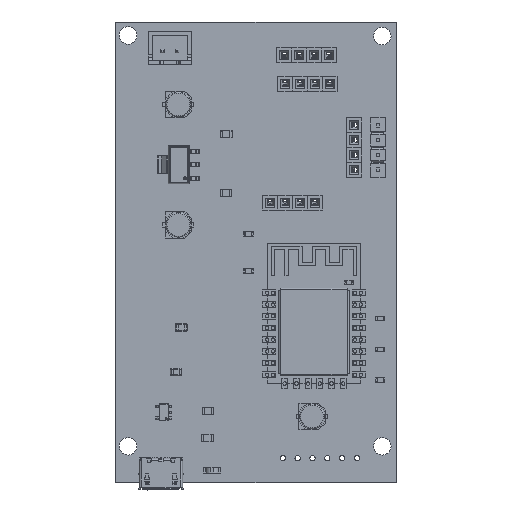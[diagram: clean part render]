
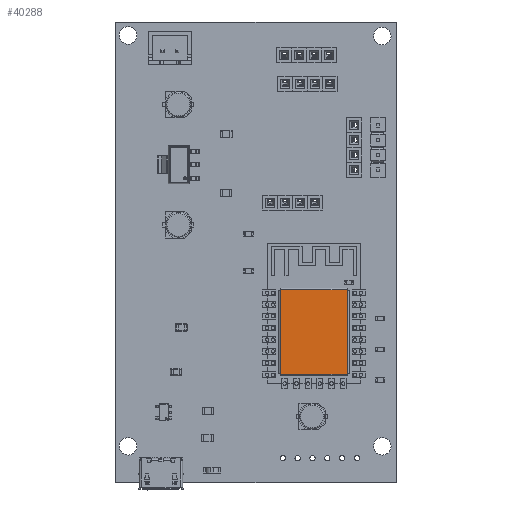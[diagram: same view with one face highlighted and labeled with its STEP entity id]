
A CAD part, top view. The second image highlights one B-rep face of the part: STEP entity #40288.
In plain terms, the highlighted face is planar.
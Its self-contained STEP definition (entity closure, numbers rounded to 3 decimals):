
#39591 = VERTEX_POINT('',#39592);
#39592 = CARTESIAN_POINT('',(-5.7,3.1,-3.95));
#39599 = EDGE_CURVE('',#39591,#39600,#39602,.T.);
#39600 = VERTEX_POINT('',#39601);
#39601 = CARTESIAN_POINT('',(-5.65,3.1,-3.95));
#39602 = LINE('',#39603,#39604);
#39603 = CARTESIAN_POINT('',(0.,3.1,-3.95));
#39604 = VECTOR('',#39605,1.);
#39605 = DIRECTION('',(1.,0.,0.));
#39685 = EDGE_CURVE('',#39686,#39688,#39690,.T.);
#39686 = VERTEX_POINT('',#39687);
#39687 = CARTESIAN_POINT('',(-5.65,3.1,10.35));
#39688 = VERTEX_POINT('',#39689);
#39689 = CARTESIAN_POINT('',(-5.7,3.1,10.35));
#39690 = LINE('',#39691,#39692);
#39691 = CARTESIAN_POINT('',(0.,3.1,10.35));
#39692 = VECTOR('',#39693,1.);
#39693 = DIRECTION('',(-1.,0.,0.));
#39761 = VERTEX_POINT('',#39762);
#39762 = CARTESIAN_POINT('',(-5.65,3.1,10.4));
#39769 = EDGE_CURVE('',#39761,#39686,#39770,.T.);
#39770 = LINE('',#39771,#39772);
#39771 = CARTESIAN_POINT('',(-5.65,3.1,0.));
#39772 = VECTOR('',#39773,1.);
#39773 = DIRECTION('',(0.,0.,-1.));
#39846 = EDGE_CURVE('',#39847,#39849,#39851,.T.);
#39847 = VERTEX_POINT('',#39848);
#39848 = CARTESIAN_POINT('',(5.65,3.1,10.35));
#39849 = VERTEX_POINT('',#39850);
#39850 = CARTESIAN_POINT('',(5.65,3.1,10.4));
#39851 = LINE('',#39852,#39853);
#39852 = CARTESIAN_POINT('',(5.65,3.1,0.));
#39853 = VECTOR('',#39854,1.);
#39854 = DIRECTION('',(0.,0.,1.));
#39922 = VERTEX_POINT('',#39923);
#39923 = CARTESIAN_POINT('',(5.7,3.1,10.35));
#39930 = EDGE_CURVE('',#39922,#39847,#39931,.T.);
#39931 = LINE('',#39932,#39933);
#39932 = CARTESIAN_POINT('',(0.,3.1,10.35));
#39933 = VECTOR('',#39934,1.);
#39934 = DIRECTION('',(-1.,0.,0.));
#40007 = EDGE_CURVE('',#40008,#40010,#40012,.T.);
#40008 = VERTEX_POINT('',#40009);
#40009 = CARTESIAN_POINT('',(5.65,3.1,-3.95));
#40010 = VERTEX_POINT('',#40011);
#40011 = CARTESIAN_POINT('',(5.7,3.1,-3.95));
#40012 = LINE('',#40013,#40014);
#40013 = CARTESIAN_POINT('',(0.,3.1,-3.95));
#40014 = VECTOR('',#40015,1.);
#40015 = DIRECTION('',(1.,0.,0.));
#40083 = VERTEX_POINT('',#40084);
#40084 = CARTESIAN_POINT('',(5.65,3.1,-4.));
#40091 = EDGE_CURVE('',#40083,#40008,#40092,.T.);
#40092 = LINE('',#40093,#40094);
#40093 = CARTESIAN_POINT('',(5.65,3.1,0.));
#40094 = VECTOR('',#40095,1.);
#40095 = DIRECTION('',(0.,-0.,1.));
#40186 = EDGE_CURVE('',#39600,#40187,#40189,.T.);
#40187 = VERTEX_POINT('',#40188);
#40188 = CARTESIAN_POINT('',(-5.65,3.1,-4.));
#40189 = LINE('',#40190,#40191);
#40190 = CARTESIAN_POINT('',(-5.65,3.1,0.));
#40191 = VECTOR('',#40192,1.);
#40192 = DIRECTION('',(0.,0.,-1.));
#40288 = ADVANCED_FACE('',(#40289),#40323,.T.);
#40289 = FACE_BOUND('',#40290,.T.);
#40290 = EDGE_LOOP('',(#40291,#40292,#40298,#40299,#40300,#40306,#40307,
    #40308,#40314,#40315,#40316,#40322));
#40291 = ORIENTED_EDGE('',*,*,#39599,.F.);
#40292 = ORIENTED_EDGE('',*,*,#40293,.T.);
#40293 = EDGE_CURVE('',#39591,#39688,#40294,.T.);
#40294 = LINE('',#40295,#40296);
#40295 = CARTESIAN_POINT('',(-5.7,3.1,10.35));
#40296 = VECTOR('',#40297,1.);
#40297 = DIRECTION('',(0.,-0.,1.));
#40298 = ORIENTED_EDGE('',*,*,#39685,.F.);
#40299 = ORIENTED_EDGE('',*,*,#39769,.F.);
#40300 = ORIENTED_EDGE('',*,*,#40301,.T.);
#40301 = EDGE_CURVE('',#39761,#39849,#40302,.T.);
#40302 = LINE('',#40303,#40304);
#40303 = CARTESIAN_POINT('',(5.65,3.1,10.4));
#40304 = VECTOR('',#40305,1.);
#40305 = DIRECTION('',(1.,0.,0.));
#40306 = ORIENTED_EDGE('',*,*,#39846,.F.);
#40307 = ORIENTED_EDGE('',*,*,#39930,.F.);
#40308 = ORIENTED_EDGE('',*,*,#40309,.T.);
#40309 = EDGE_CURVE('',#39922,#40010,#40310,.T.);
#40310 = LINE('',#40311,#40312);
#40311 = CARTESIAN_POINT('',(5.7,3.1,-3.95));
#40312 = VECTOR('',#40313,1.);
#40313 = DIRECTION('',(0.,0.,-1.));
#40314 = ORIENTED_EDGE('',*,*,#40007,.F.);
#40315 = ORIENTED_EDGE('',*,*,#40091,.F.);
#40316 = ORIENTED_EDGE('',*,*,#40317,.T.);
#40317 = EDGE_CURVE('',#40083,#40187,#40318,.T.);
#40318 = LINE('',#40319,#40320);
#40319 = CARTESIAN_POINT('',(-5.65,3.1,-4.));
#40320 = VECTOR('',#40321,1.);
#40321 = DIRECTION('',(-1.,0.,0.));
#40322 = ORIENTED_EDGE('',*,*,#40186,.F.);
#40323 = PLANE('',#40324);
#40324 = AXIS2_PLACEMENT_3D('',#40325,#40326,#40327);
#40325 = CARTESIAN_POINT('',(0.,3.1,0.));
#40326 = DIRECTION('',(0.,1.,0.));
#40327 = DIRECTION('',(0.,-0.,1.));
